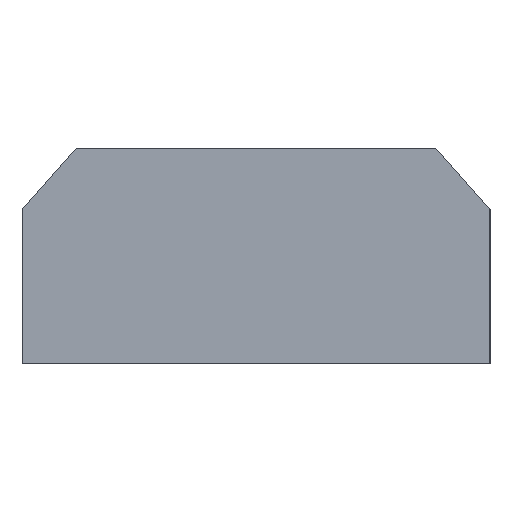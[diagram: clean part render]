
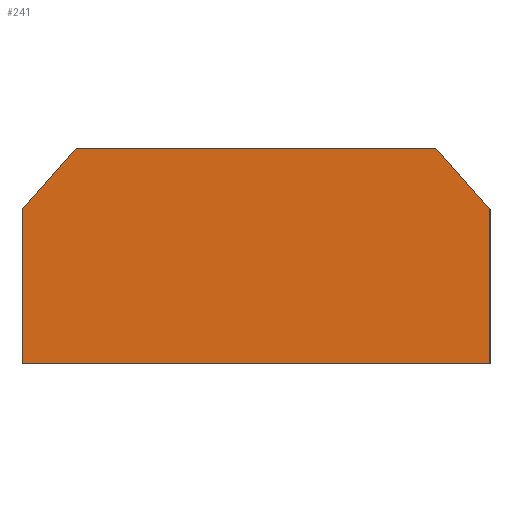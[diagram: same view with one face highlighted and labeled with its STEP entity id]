
A CAD part, left-side view. The second image highlights one B-rep face of the part: STEP entity #241.
In plain terms, the highlighted planar face has unit normal (-1, 0, 0).
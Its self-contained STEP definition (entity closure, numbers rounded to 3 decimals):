
#7=CARTESIAN_POINT('',(-21.,-6.5,4.3));
#8=VERTEX_POINT('',#7);
#9=CARTESIAN_POINT('',(-21.,-6.5,0.));
#10=VERTEX_POINT('',#9);
#11=CARTESIAN_POINT('',(-21.,-6.5,4.3));
#12=DIRECTION('',(0.0,0.0,-1.0));
#13=VECTOR('',#12,4.3);
#14=LINE('',#11,#13);
#15=EDGE_CURVE('',#8,#10,#14,.T.);
#47=CARTESIAN_POINT('',(-21.,6.5,0.));
#48=VERTEX_POINT('',#47);
#49=CARTESIAN_POINT('',(-21.,-6.5,0.));
#50=DIRECTION('',(0.0,1.0,0.0));
#51=VECTOR('',#50,13.);
#52=LINE('',#49,#51);
#53=EDGE_CURVE('',#10,#48,#52,.T.);
#98=CARTESIAN_POINT('',(-21.,6.5,4.3));
#99=VERTEX_POINT('',#98);
#100=CARTESIAN_POINT('',(-21.,6.5,0.));
#101=DIRECTION('',(0.0,0.0,1.0));
#102=VECTOR('',#101,4.3);
#103=LINE('',#100,#102);
#104=EDGE_CURVE('',#48,#99,#103,.T.);
#129=CARTESIAN_POINT('',(-21.,5.,6.));
#130=VERTEX_POINT('',#129);
#131=CARTESIAN_POINT('',(-21.,6.5,4.3));
#132=DIRECTION('',(0.0,-0.662,0.75));
#133=VECTOR('',#132,2.267);
#134=LINE('',#131,#133);
#135=EDGE_CURVE('',#99,#130,#134,.T.);
#160=CARTESIAN_POINT('',(-21.,-5.,6.));
#161=VERTEX_POINT('',#160);
#162=CARTESIAN_POINT('',(-21.,5.,6.));
#163=DIRECTION('',(0.0,-1.0,0.0));
#164=VECTOR('',#163,10.);
#165=LINE('',#162,#164);
#166=EDGE_CURVE('',#130,#161,#165,.T.);
#211=CARTESIAN_POINT('',(-21.,-5.,6.));
#212=DIRECTION('',(0.0,-0.662,-0.75));
#213=VECTOR('',#212,2.267);
#214=LINE('',#211,#213);
#215=EDGE_CURVE('',#161,#8,#214,.T.);
#228=CARTESIAN_POINT('',(-21.,-7.8,6.6));
#229=DIRECTION('',(1.0,0.0,0.0));
#230=DIRECTION('',(0.0,0.0,-1.0));
#231=AXIS2_PLACEMENT_3D('',#228,#229,#230);
#232=PLANE('',#231);
#233=ORIENTED_EDGE('',*,*,#215,.F.);
#234=ORIENTED_EDGE('',*,*,#166,.F.);
#235=ORIENTED_EDGE('',*,*,#135,.F.);
#236=ORIENTED_EDGE('',*,*,#104,.F.);
#237=ORIENTED_EDGE('',*,*,#53,.F.);
#238=ORIENTED_EDGE('',*,*,#15,.F.);
#239=EDGE_LOOP('',(#233,#234,#235,#236,#237,#238));
#240=FACE_OUTER_BOUND('',#239,.T.);
#241=ADVANCED_FACE('',(#240),#232,.F.);
